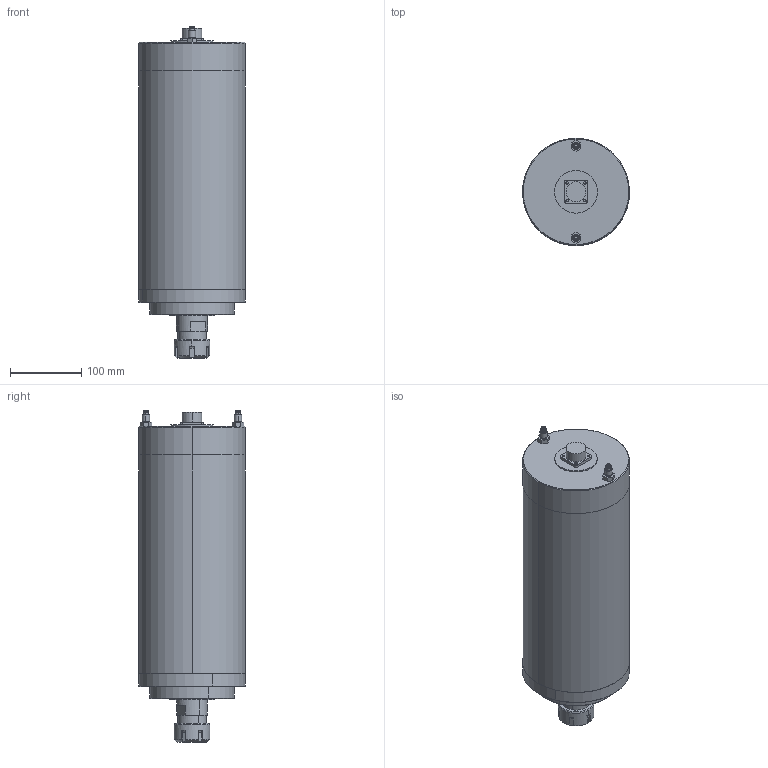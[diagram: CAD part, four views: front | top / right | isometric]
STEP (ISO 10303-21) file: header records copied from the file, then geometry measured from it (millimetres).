
FILE_DESCRIPTION (( 'STEP AP214' ), '1' );
FILE_NAME ('GDK150-12Z-11-4P.STEP', '2021-05-07T01:37:13', ( '萇齟' ), ( '' ), 'SwSTEP 2.0', 'SolidWorks 2018', '' );
FILE_SCHEMA (( 'AUTOMOTIVE_DESIGN' ));
Length unit declared in the file: millimetre
Products named in the file (11): GDK150-12Z-11(11B)滅鳥欶; 堤盄釱脣芛32x32; GDK150-12Z-11(11B)儂褲; GDK150-12Z-11(11B)堤盄釱; 阨郲30.5ㄗM10ㄘ; ER32-12 粟俶芠標; GDK150-12Z-11(11B)ヶ蹟譫; ER32樓綠蹟簽; GDK150-12Z-11(11B)粣芛19; GDK150-12Z-11-4P; GDK150-12Z-11(11B)粣創釱
Assembly tree (11 placements, depth 2):
  GDK150-12Z-11-4P
    GDK150-12Z-11(11B)儂褲
    GDK150-12Z-11(11B)堤盄釱
    GDK150-12Z-11(11B)粣創釱
    GDK150-12Z-11(11B)ヶ蹟譫
    GDK150-12Z-11(11B)粣芛19
    GDK150-12Z-11(11B)滅鳥欶
    ER32-12 粟俶芠標
    ER32樓綠蹟簽
    堤盄釱脣芛32x32
    阨郲30.5ㄗM10ㄘ  x2
Bounding box: 150 x 150 x 465.5 mm (x, y, z)
Volume: 6466150.5 mm3; surface area: 357573.8 mm2
Topology: 11 solids, 11 shells, 190 faces, 424 edges, 278 vertices
Faces by surface type: cylinder 86, plane 86, cone 18
Entity records: 5210 total; most frequent: CARTESIAN_POINT 874, DIRECTION 868, ORIENTED_EDGE 728, EDGE_CURVE 364, AXIS2_PLACEMENT_3D 356, VERTEX_POINT 238, EDGE_LOOP 196, CIRCLE 180
